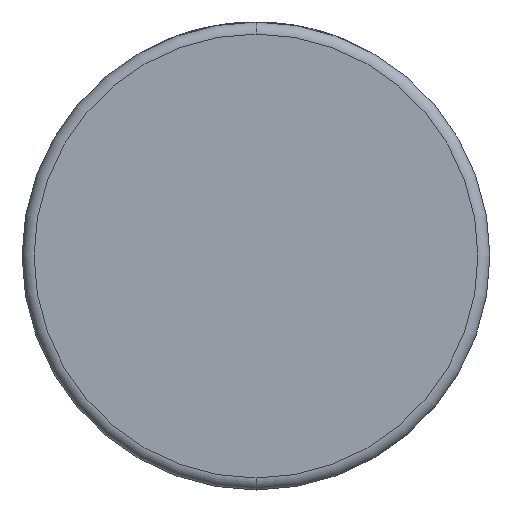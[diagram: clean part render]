
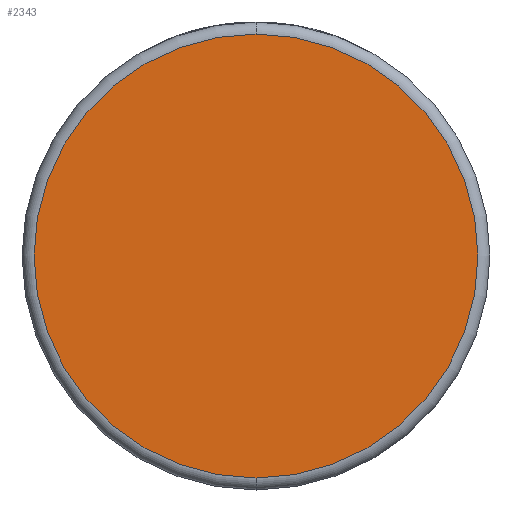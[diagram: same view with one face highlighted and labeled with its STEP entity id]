
A CAD part, front view. The second image highlights one B-rep face of the part: STEP entity #2343.
In plain terms, the highlighted planar face has unit normal (0, -1, 0).
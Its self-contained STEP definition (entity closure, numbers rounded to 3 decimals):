
#2 = DIRECTION ( 'NONE',  ( 0., 1., 0. ) ) ;
#270 = ORIENTED_EDGE ( 'NONE', *, *, #3110, .T. ) ;
#549 = CIRCLE ( 'NONE', #2878, 37. ) ;
#744 = DIRECTION ( 'NONE',  ( 0., 0., 1. ) ) ;
#951 = CARTESIAN_POINT ( 'NONE',  ( 0., 0., 0. ) ) ;
#964 = DIRECTION ( 'NONE',  ( 0., 0., 1. ) ) ;
#1075 = DIRECTION ( 'NONE',  ( 0., -1., 0. ) ) ;
#1394 = CARTESIAN_POINT ( 'NONE',  ( 0., 0., 37. ) ) ;
#1495 = CARTESIAN_POINT ( 'NONE',  ( 0., 0., -37. ) ) ;
#1890 = PLANE ( 'NONE',  #2525 ) ;
#1914 = DIRECTION ( 'NONE',  ( 0., -1., 0. ) ) ;
#2265 = CARTESIAN_POINT ( 'NONE',  ( 0., 0., 0. ) ) ;
#2343 = ADVANCED_FACE ( 'NONE', ( #3863 ), #1890, .F. ) ;
#2345 = VERTEX_POINT ( 'NONE', #1495 ) ;
#2525 = AXIS2_PLACEMENT_3D ( 'NONE', #951, #2, #964 ) ;
#2558 = DIRECTION ( 'NONE',  ( 0., 0., 1. ) ) ;
#2695 = ORIENTED_EDGE ( 'NONE', *, *, #2829, .T. ) ;
#2829 = EDGE_CURVE ( 'NONE', #3012, #2345, #4201, .T. ) ;
#2878 = AXIS2_PLACEMENT_3D ( 'NONE', #3068, #1075, #744 ) ;
#3012 = VERTEX_POINT ( 'NONE', #1394 ) ;
#3068 = CARTESIAN_POINT ( 'NONE',  ( 0., 0., 0. ) ) ;
#3110 = EDGE_CURVE ( 'NONE', #2345, #3012, #549, .T. ) ;
#3235 = AXIS2_PLACEMENT_3D ( 'NONE', #2265, #1914, #2558 ) ;
#3830 = EDGE_LOOP ( 'NONE', ( #2695, #270 ) ) ;
#3863 = FACE_OUTER_BOUND ( 'NONE', #3830, .T. ) ;
#4201 = CIRCLE ( 'NONE', #3235, 37. ) ;
